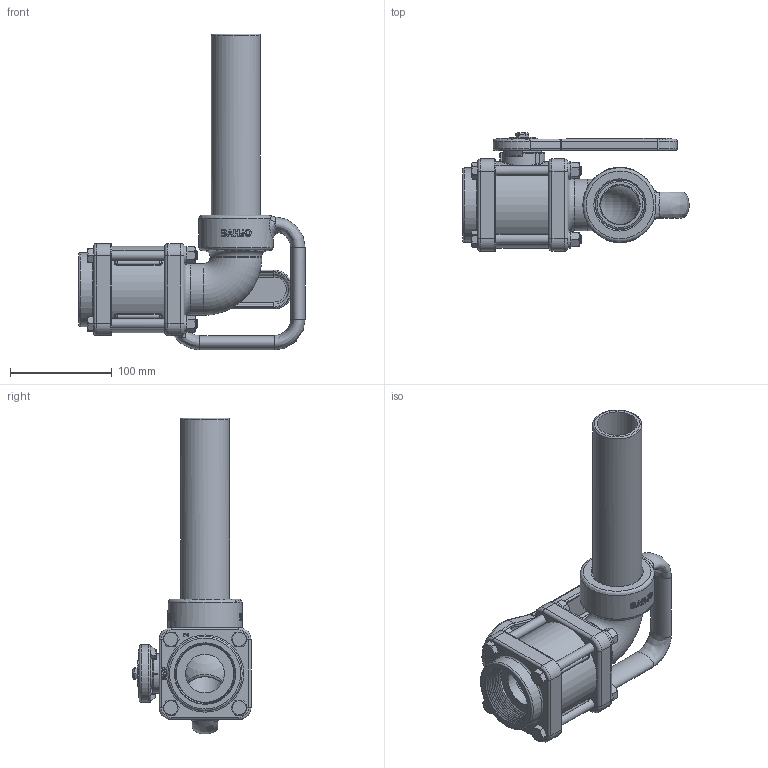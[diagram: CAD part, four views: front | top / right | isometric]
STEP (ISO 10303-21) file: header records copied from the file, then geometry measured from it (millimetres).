
FILE_DESCRIPTION(/* description */ (''),/* implementation_level */ '2;1');
FILE_NAME(/* name */ 'VA200150.stp',/* time_stamp */ '2016-12-09T14:16:36-05:00',/* author */ ('MJC'),/* organization */ (''),/* preprocessor_version */ 'ST-DEVELOPER v16.5',/* originating_system */ 'Autodesk Inventor 2017',/* authorisation */ '');
FILE_SCHEMA (('AUTOMOTIVE_DESIGN { 1 0 10303 214 3 1 1 }'));
Length unit declared in the file: inch
Products named in the file (23): VA200150; V20017; V20018; V20019; V20020; V20021; V20151M; V20151; V20060; V20152; V20159; V20163; V20166; V20254; V20255A; V20255AM; V20255AX; V20256; VX20256; V20258; V20258A; V20262; V20264
Assembly tree (32 placements, depth 4):
  VA200150
    V20017  x4
    V20018  x4
    V20019  x4
    V20020
    V20021
    V20151M
      V20151
      V20060
    V20152
    V20159
    V20163
    V20166
    V20254
    V20255A
      V20255AM
        V20255AX
    V20256
      VX20256
    V20258
    V20258A
    V20262
    V20264  x2
Bounding box: 222.49 x 116.1 x 310.63 mm (x, y, z)
Volume: 766777.7 mm3; surface area: 295557.3 mm2
Topology: 28 solids, 29 shells, 2069 faces, 5059 edges, 3154 vertices
Faces by surface type: plane 786, cylinder 511, cone 348, bspline 305, torus 114, sphere 5
Full cylindrical faces by diameter (mm): 4.978 x1, 7.144 x1, 8.236 x60, 8.915 x4, 9.525 x64, 10.312 x4, 10.338 x4, 19.05 x1, 19.075 x1, 19.304 x1, 23.495 x2, 23.812 x1, 24.13 x1, 25.4 x1, 31.75 x1, 31.877 x1, 32.512 x1, 38.1 x6, 39.624 x1, 39.776 x1, 41.046 x1, 44.856 x1, 48.26 x1, 50.8 x4, 50.876 x1, 51.054 x1, 57.404 x1, 58.166 x1, 72.898 x2, 79.121 x1
Entity records: 59753 total; most frequent: CARTESIAN_POINT 23772, ORIENTED_EDGE 7410, DIRECTION 6735, EDGE_CURVE 3685, VERTEX_POINT 2437, AXIS2_PLACEMENT_3D 2386, LINE 1963, VECTOR 1963
